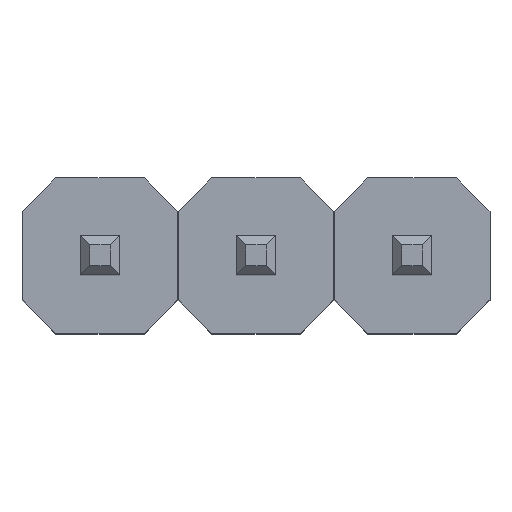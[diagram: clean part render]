
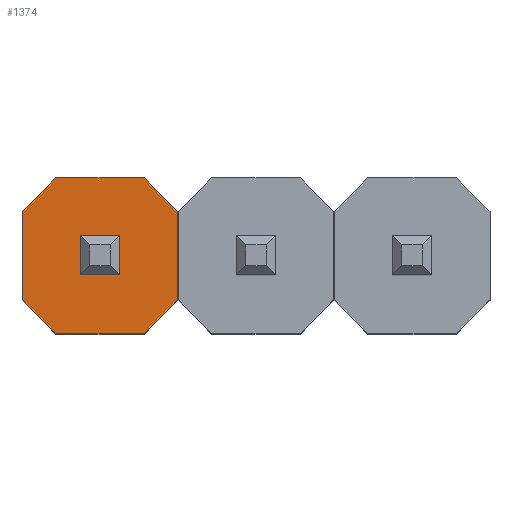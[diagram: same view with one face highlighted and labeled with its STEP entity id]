
A CAD part, top view. The second image highlights one B-rep face of the part: STEP entity #1374.
In plain terms, the highlighted planar face has unit normal (0, 0, 1).
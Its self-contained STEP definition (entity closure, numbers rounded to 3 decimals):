
#42=FACE_OUTER_BOUND('',#126,.T.);
#126=EDGE_LOOP('',(#957,#958,#959,#960,#961,#962,#963,#964));
#202=LINE('',#1932,#394);
#206=LINE('',#1941,#398);
#213=LINE('',#1954,#405);
#222=LINE('',#1971,#414);
#228=LINE('',#1982,#420);
#229=LINE('',#1984,#421);
#231=LINE('',#1988,#423);
#232=LINE('',#1990,#424);
#394=VECTOR('',#1563,10.);
#398=VECTOR('',#1569,10.);
#405=VECTOR('',#1578,10.);
#414=VECTOR('',#1595,10.);
#420=VECTOR('',#1605,10.);
#421=VECTOR('',#1608,10.);
#423=VECTOR('',#1612,10.);
#424=VECTOR('',#1615,10.);
#586=VERTEX_POINT('',#1929);
#587=VERTEX_POINT('',#1931);
#590=VERTEX_POINT('',#1938);
#591=VERTEX_POINT('',#1940);
#596=VERTEX_POINT('',#1952);
#600=VERTEX_POINT('',#1970);
#603=VERTEX_POINT('',#1980);
#604=VERTEX_POINT('',#1986);
#706=EDGE_CURVE('',#586,#587,#202,.T.);
#710=EDGE_CURVE('',#590,#591,#206,.T.);
#717=EDGE_CURVE('',#586,#596,#213,.T.);
#726=EDGE_CURVE('',#590,#600,#222,.T.);
#732=EDGE_CURVE('',#603,#596,#228,.T.);
#733=EDGE_CURVE('',#603,#591,#229,.T.);
#735=EDGE_CURVE('',#604,#600,#231,.T.);
#736=EDGE_CURVE('',#604,#587,#232,.T.);
#957=ORIENTED_EDGE('',*,*,#732,.F.);
#958=ORIENTED_EDGE('',*,*,#733,.T.);
#959=ORIENTED_EDGE('',*,*,#710,.F.);
#960=ORIENTED_EDGE('',*,*,#726,.T.);
#961=ORIENTED_EDGE('',*,*,#735,.F.);
#962=ORIENTED_EDGE('',*,*,#736,.T.);
#963=ORIENTED_EDGE('',*,*,#706,.F.);
#964=ORIENTED_EDGE('',*,*,#717,.T.);
#1290=PLANE('',#1478);
#1374=ADVANCED_FACE('',(#42),#1290,.T.);
#1478=AXIS2_PLACEMENT_3D('',#1991,#1616,#1617);
#1563=DIRECTION('',(-0.707,-0.707,0.));
#1569=DIRECTION('',(0.707,0.707,0.));
#1578=DIRECTION('',(0.,1.,0.));
#1595=DIRECTION('',(0.,-1.,0.));
#1605=DIRECTION('',(0.707,-0.707,0.));
#1608=DIRECTION('',(-1.,0.,0.));
#1612=DIRECTION('',(-0.707,0.707,0.));
#1615=DIRECTION('',(1.,0.,0.));
#1616=DIRECTION('center_axis',(0.,0.,1.));
#1617=DIRECTION('ref_axis',(1.,0.,0.));
#1929=CARTESIAN_POINT('',(-1.27,-0.717,2.59));
#1931=CARTESIAN_POINT('',(-1.823,-1.27,2.59));
#1932=CARTESIAN_POINT('',(-1.546,-0.994,2.59));
#1938=CARTESIAN_POINT('',(-3.81,0.717,2.59));
#1940=CARTESIAN_POINT('',(-3.257,1.27,2.59));
#1941=CARTESIAN_POINT('',(-3.534,0.994,2.59));
#1952=CARTESIAN_POINT('',(-1.27,0.717,2.59));
#1954=CARTESIAN_POINT('',(-1.27,-1.27,2.59));
#1970=CARTESIAN_POINT('',(-3.81,-0.717,2.59));
#1971=CARTESIAN_POINT('',(-3.81,1.27,2.59));
#1980=CARTESIAN_POINT('',(-1.823,1.27,2.59));
#1982=CARTESIAN_POINT('',(-1.546,0.994,2.59));
#1984=CARTESIAN_POINT('',(-1.27,1.27,2.59));
#1986=CARTESIAN_POINT('',(-3.257,-1.27,2.59));
#1988=CARTESIAN_POINT('',(-3.534,-0.994,2.59));
#1990=CARTESIAN_POINT('',(-3.81,-1.27,2.59));
#1991=CARTESIAN_POINT('Origin',(-2.54,0.,
2.59));
